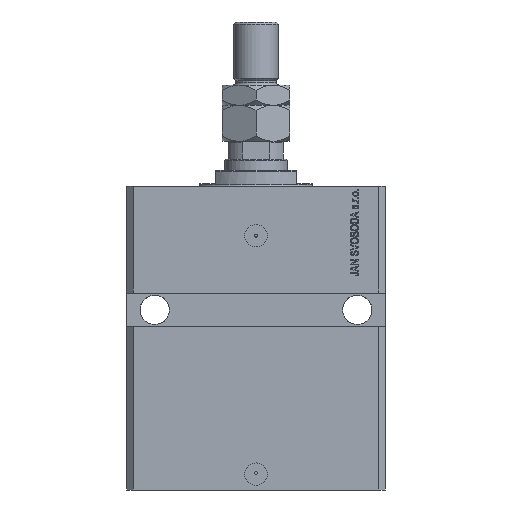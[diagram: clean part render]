
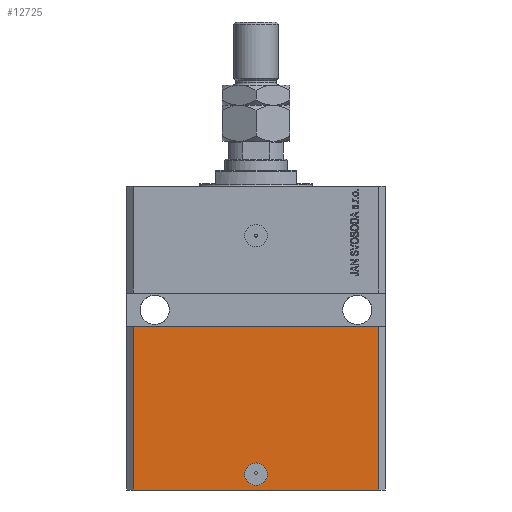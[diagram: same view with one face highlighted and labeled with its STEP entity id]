
A CAD part, front view. The second image highlights one B-rep face of the part: STEP entity #12725.
In plain terms, the highlighted planar face has unit normal (0, -1, 0).
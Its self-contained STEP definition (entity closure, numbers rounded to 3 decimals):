
#473 = CARTESIAN_POINT ( 'NONE',  ( -54.5, -45., -62.5 ) ) ;
#1303 = DIRECTION ( 'NONE',  ( 1., 0., 0. ) ) ;
#4213 = VERTEX_POINT ( 'NONE', #473 ) ;
#4569 = CARTESIAN_POINT ( 'NONE',  ( -54.5, -45., -135. ) ) ;
#5746 = AXIS2_PLACEMENT_3D ( 'NONE', #31984, #28406, #32233 ) ;
#5935 = EDGE_CURVE ( 'NONE', #24236, #8872, #23713, .T. ) ;
#6671 = DIRECTION ( 'NONE',  ( 0., 0., 1. ) ) ;
#7033 = DIRECTION ( 'NONE',  ( 1., 0., 0. ) ) ;
#7777 = ORIENTED_EDGE ( 'NONE', *, *, #10798, .F. ) ;
#7926 = ORIENTED_EDGE ( 'NONE', *, *, #43891, .F. ) ;
#8872 = VERTEX_POINT ( 'NONE', #25790 ) ;
#9180 = DIRECTION ( 'NONE',  ( 1., 0., 0. ) ) ;
#10326 = ORIENTED_EDGE ( 'NONE', *, *, #45998, .F. ) ;
#10571 = EDGE_CURVE ( 'NONE', #15326, #24236, #36647, .T. ) ;
#10798 = EDGE_CURVE ( 'NONE', #49791, #36956, #14793, .T. ) ;
#12725 = ADVANCED_FACE ( 'NONE', ( #48558, #21609 ), #21857, .T. ) ;
#13976 = VECTOR ( 'NONE', #9180, 1000. ) ;
#14132 = VECTOR ( 'NONE', #32822, 1000. ) ;
#14793 = CIRCLE ( 'NONE', #5746, 5. ) ;
#14909 = LINE ( 'NONE', #41601, #37798 ) ;
#15268 = DIRECTION ( 'NONE',  ( 0., -1., 0. ) ) ;
#15326 = VERTEX_POINT ( 'NONE', #36705 ) ;
#20055 = ORIENTED_EDGE ( 'NONE', *, *, #5935, .T. ) ;
#20213 = ORIENTED_EDGE ( 'NONE', *, *, #22423, .F. ) ;
#20407 = CARTESIAN_POINT ( 'NONE',  ( 54.5, -45., -135. ) ) ;
#21135 = ORIENTED_EDGE ( 'NONE', *, *, #10571, .T. ) ;
#21609 = FACE_OUTER_BOUND ( 'NONE', #31912, .T. ) ;
#21857 = PLANE ( 'NONE',  #37012 ) ;
#22423 = EDGE_CURVE ( 'NONE', #36956, #49791, #29879, .T. ) ;
#22978 = CARTESIAN_POINT ( 'NONE',  ( 0., -45., -128. ) ) ;
#23713 = LINE ( 'NONE', #31393, #46622 ) ;
#24236 = VERTEX_POINT ( 'NONE', #20407 ) ;
#24962 = DIRECTION ( 'NONE',  ( 0., -1., 0. ) ) ;
#25790 = CARTESIAN_POINT ( 'NONE',  ( 54.5, -45., -62.5 ) ) ;
#27998 = LINE ( 'NONE', #36673, #14132 ) ;
#28406 = DIRECTION ( 'NONE',  ( 0., -1., 0. ) ) ;
#29071 = EDGE_LOOP ( 'NONE', ( #20213, #7777 ) ) ;
#29879 = CIRCLE ( 'NONE', #42982, 5. ) ;
#31393 = CARTESIAN_POINT ( 'NONE',  ( 54.5, -45., -135. ) ) ;
#31912 = EDGE_LOOP ( 'NONE', ( #10326, #7926, #21135, #20055 ) ) ;
#31984 = CARTESIAN_POINT ( 'NONE',  ( 0., -45., -128. ) ) ;
#32211 = CARTESIAN_POINT ( 'NONE',  ( 5., -45., -128. ) ) ;
#32233 = DIRECTION ( 'NONE',  ( 1., 0., 0. ) ) ;
#32822 = DIRECTION ( 'NONE',  ( 1., 0., 0. ) ) ;
#36647 = LINE ( 'NONE', #4569, #13976 ) ;
#36673 = CARTESIAN_POINT ( 'NONE',  ( -57.5, -45., -62.5 ) ) ;
#36705 = CARTESIAN_POINT ( 'NONE',  ( -54.5, -45., -135. ) ) ;
#36956 = VERTEX_POINT ( 'NONE', #32211 ) ;
#37012 = AXIS2_PLACEMENT_3D ( 'NONE', #40595, #24962, #1303 ) ;
#37798 = VECTOR ( 'NONE', #6671, 1000. ) ;
#40595 = CARTESIAN_POINT ( 'NONE',  ( -54.5, -45., -135. ) ) ;
#41601 = CARTESIAN_POINT ( 'NONE',  ( -54.5, -45., -135. ) ) ;
#42982 = AXIS2_PLACEMENT_3D ( 'NONE', #22978, #15268, #7033 ) ;
#43189 = DIRECTION ( 'NONE',  ( 0., 0., 1. ) ) ;
#43891 = EDGE_CURVE ( 'NONE', #15326, #4213, #14909, .T. ) ;
#45998 = EDGE_CURVE ( 'NONE', #4213, #8872, #27998, .T. ) ;
#46622 = VECTOR ( 'NONE', #43189, 1000. ) ;
#46922 = CARTESIAN_POINT ( 'NONE',  ( -5., -45., -128. ) ) ;
#48558 = FACE_BOUND ( 'NONE', #29071, .T. ) ;
#49791 = VERTEX_POINT ( 'NONE', #46922 ) ;
